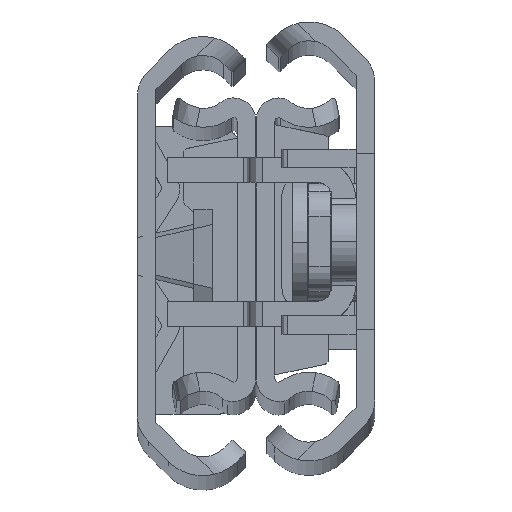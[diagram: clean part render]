
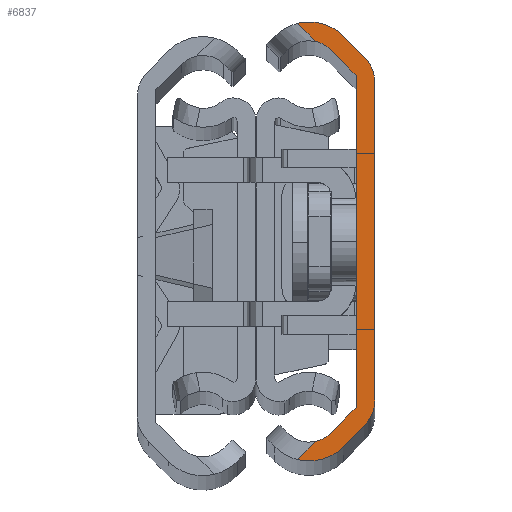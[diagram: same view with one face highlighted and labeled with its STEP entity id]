
A CAD part, top view. The second image highlights one B-rep face of the part: STEP entity #6837.
In plain terms, the highlighted face is planar.
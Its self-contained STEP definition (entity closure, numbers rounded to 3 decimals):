
#10 = VERTEX_POINT ( 'NONE', #10362 ) ;
#313 = CARTESIAN_POINT ( 'NONE',  ( 3.75, 13.67, -660.4 ) ) ;
#387 = CARTESIAN_POINT ( 'NONE',  ( -0.621, -14.786, -660.4 ) ) ;
#427 = CARTESIAN_POINT ( 'NONE',  ( -1.5, 0., -660.4 ) ) ;
#460 = EDGE_CURVE ( 'NONE', #5787, #6136, #8371, .T. ) ;
#499 = EDGE_CURVE ( 'NONE', #12048, #11425, #3958, .T. ) ;
#793 = AXIS2_PLACEMENT_3D ( 'NONE', #12525, #4191, #11554 ) ;
#828 = CIRCLE ( 'NONE', #2552, 3.88 ) ;
#1032 = DIRECTION ( 'NONE',  ( 0., 1., 0. ) ) ;
#1060 = DIRECTION ( 'NONE',  ( 0., 0., 1. ) ) ;
#1136 = CARTESIAN_POINT ( 'NONE',  ( 2.067, -15.353, -660.4 ) ) ;
#1279 = DIRECTION ( 'NONE',  ( 1., 0., 0. ) ) ;
#1316 = VERTEX_POINT ( 'NONE', #2961 ) ;
#1485 = CARTESIAN_POINT ( 'NONE',  ( 1.5, 12.665, -660.4 ) ) ;
#1539 = ORIENTED_EDGE ( 'NONE', *, *, #6577, .T. ) ;
#1547 = PLANE ( 'NONE',  #8994 ) ;
#1699 = VERTEX_POINT ( 'NONE', #12495 ) ;
#1842 = EDGE_CURVE ( 'NONE', #2587, #1699, #8724, .T. ) ;
#2060 = DIRECTION ( 'NONE',  ( -0.707, -0.707, 0. ) ) ;
#2079 = CARTESIAN_POINT ( 'NONE',  ( 3.248, -15.996, -660.4 ) ) ;
#2145 = CARTESIAN_POINT ( 'NONE',  ( 3.75, -13.67, -660.4 ) ) ;
#2221 = DIRECTION ( 'NONE',  ( -0.707, 0.707, 0. ) ) ;
#2228 = CARTESIAN_POINT ( 'NONE',  ( 2.067, 15.353, -660.4 ) ) ;
#2309 = CARTESIAN_POINT ( 'NONE',  ( 5.009, -17.757, -660.4 ) ) ;
#2552 = AXIS2_PLACEMENT_3D ( 'NONE', #2145, #1060, #11285 ) ;
#2587 = VERTEX_POINT ( 'NONE', #2079 ) ;
#2667 = EDGE_CURVE ( 'NONE', #10170, #4092, #3840, .T. ) ;
#2922 = CARTESIAN_POINT ( 'NONE',  ( 1.5, -12.665, -660.4 ) ) ;
#2961 = CARTESIAN_POINT ( 'NONE',  ( 3.248, 15.996, -660.4 ) ) ;
#3117 = CARTESIAN_POINT ( 'NONE',  ( 2.067, 15.353, -660.4 ) ) ;
#3203 = DIRECTION ( 'NONE',  ( 1., 0., 0. ) ) ;
#3233 = VECTOR ( 'NONE', #2060, 1000. ) ;
#3582 = EDGE_CURVE ( 'NONE', #10, #12427, #13206, .T. ) ;
#3704 = VERTEX_POINT ( 'NONE', #7953 ) ;
#3840 = CIRCLE ( 'NONE', #793, 3. ) ;
#3859 = CARTESIAN_POINT ( 'NONE',  ( -1.5, -12.665, -660.4 ) ) ;
#3958 = LINE ( 'NONE', #6209, #6619 ) ;
#4053 = ORIENTED_EDGE ( 'NONE', *, *, #460, .F. ) ;
#4092 = VERTEX_POINT ( 'NONE', #6870 ) ;
#4191 = DIRECTION ( 'NONE',  ( 0., 0., 1. ) ) ;
#4436 = AXIS2_PLACEMENT_3D ( 'NONE', #2922, #9147, #3203 ) ;
#4469 = LINE ( 'NONE', #387, #7691 ) ;
#4479 = ORIENTED_EDGE ( 'NONE', *, *, #5691, .F. ) ;
#5053 = LINE ( 'NONE', #6155, #3233 ) ;
#5063 = EDGE_LOOP ( 'NONE', ( #6149, #13087, #8759, #4479, #4053, #5556, #9023, #10100, #6790, #1539, #10936, #9008, #8529, #11343 ) ) ;
#5487 = VERTEX_POINT ( 'NONE', #3117 ) ;
#5527 = EDGE_CURVE ( 'NONE', #10293, #12048, #7357, .T. ) ;
#5556 = ORIENTED_EDGE ( 'NONE', *, *, #8350, .F. ) ;
#5616 = VECTOR ( 'NONE', #2221, 1000. ) ;
#5691 = EDGE_CURVE ( 'NONE', #6136, #3704, #4469, .T. ) ;
#5771 = DIRECTION ( 'NONE',  ( 0., 0., -1. ) ) ;
#5787 = VERTEX_POINT ( 'NONE', #3859 ) ;
#5791 = CARTESIAN_POINT ( 'NONE',  ( -0.621, 14.786, -660.4 ) ) ;
#6136 = VERTEX_POINT ( 'NONE', #10874 ) ;
#6149 = ORIENTED_EDGE ( 'NONE', *, *, #10058, .F. ) ;
#6155 = CARTESIAN_POINT ( 'NONE',  ( -0.621, 14.786, -660.4 ) ) ;
#6209 = CARTESIAN_POINT ( 'NONE',  ( 0., -13.286, -660.4 ) ) ;
#6390 = DIRECTION ( 'NONE',  ( 0.707, 0.707, 0. ) ) ;
#6577 = EDGE_CURVE ( 'NONE', #10, #1316, #10224, .T. ) ;
#6619 = VECTOR ( 'NONE', #1032, 1000. ) ;
#6662 = AXIS2_PLACEMENT_3D ( 'NONE', #9884, #7713, #8791 ) ;
#6790 = ORIENTED_EDGE ( 'NONE', *, *, #3582, .F. ) ;
#6837 = ADVANCED_FACE ( 'NONE', ( #10890 ), #1547, .F. ) ;
#6870 = CARTESIAN_POINT ( 'NONE',  ( -1.5, 12.665, -660.4 ) ) ;
#7167 = CARTESIAN_POINT ( 'NONE',  ( 2.067, -15.353, -660.4 ) ) ;
#7357 = LINE ( 'NONE', #1136, #5616 ) ;
#7570 = CIRCLE ( 'NONE', #9524, 2.38 ) ;
#7689 = DIRECTION ( 'NONE',  ( 1., 0., 0. ) ) ;
#7691 = VECTOR ( 'NONE', #7827, 1000. ) ;
#7713 = DIRECTION ( 'NONE',  ( 0., 0., -1. ) ) ;
#7827 = DIRECTION ( 'NONE',  ( 0.707, -0.707, 0. ) ) ;
#7930 = CARTESIAN_POINT ( 'NONE',  ( 0., 13.286, -660.4 ) ) ;
#7953 = CARTESIAN_POINT ( 'NONE',  ( 1.006, -16.414, -660.4 ) ) ;
#8350 = EDGE_CURVE ( 'NONE', #4092, #5787, #11885, .T. ) ;
#8371 = CIRCLE ( 'NONE', #4436, 3. ) ;
#8529 = ORIENTED_EDGE ( 'NONE', *, *, #499, .F. ) ;
#8595 = VECTOR ( 'NONE', #13159, 1000. ) ;
#8619 = AXIS2_PLACEMENT_3D ( 'NONE', #313, #12816, #1279 ) ;
#8724 = LINE ( 'NONE', #2309, #9271 ) ;
#8759 = ORIENTED_EDGE ( 'NONE', *, *, #11138, .F. ) ;
#8791 = DIRECTION ( 'NONE',  ( 1., 0., 0. ) ) ;
#8831 = VECTOR ( 'NONE', #6390, 1000. ) ;
#8994 = AXIS2_PLACEMENT_3D ( 'NONE', #1485, #9863, #7689 ) ;
#9008 = ORIENTED_EDGE ( 'NONE', *, *, #9229, .F. ) ;
#9023 = ORIENTED_EDGE ( 'NONE', *, *, #2667, .F. ) ;
#9147 = DIRECTION ( 'NONE',  ( 0., 0., 1. ) ) ;
#9200 = CARTESIAN_POINT ( 'NONE',  ( 4.089, 16.838, -660.4 ) ) ;
#9229 = EDGE_CURVE ( 'NONE', #11425, #5487, #10690, .T. ) ;
#9271 = VECTOR ( 'NONE', #9678, 1000. ) ;
#9524 = AXIS2_PLACEMENT_3D ( 'NONE', #13291, #5771, #13150 ) ;
#9678 = DIRECTION ( 'NONE',  ( 0.707, -0.707, 0. ) ) ;
#9863 = DIRECTION ( 'NONE',  ( 0., 0., 1. ) ) ;
#9884 = CARTESIAN_POINT ( 'NONE',  ( 3.75, -13.67, -660.4 ) ) ;
#10047 = CARTESIAN_POINT ( 'NONE',  ( 0., -13.286, -660.4 ) ) ;
#10058 = EDGE_CURVE ( 'NONE', #2587, #10293, #12562, .T. ) ;
#10100 = ORIENTED_EDGE ( 'NONE', *, *, #11489, .F. ) ;
#10170 = VERTEX_POINT ( 'NONE', #5791 ) ;
#10224 = LINE ( 'NONE', #9200, #8595 ) ;
#10293 = VERTEX_POINT ( 'NONE', #7167 ) ;
#10362 = CARTESIAN_POINT ( 'NONE',  ( 4.687, 17.435, -660.4 ) ) ;
#10589 = EDGE_CURVE ( 'NONE', #5487, #1316, #7570, .T. ) ;
#10690 = LINE ( 'NONE', #2228, #8831 ) ;
#10874 = CARTESIAN_POINT ( 'NONE',  ( -0.621, -14.786, -660.4 ) ) ;
#10890 = FACE_OUTER_BOUND ( 'NONE', #5063, .T. ) ;
#10924 = CARTESIAN_POINT ( 'NONE',  ( 1.006, 16.414, -660.4 ) ) ;
#10936 = ORIENTED_EDGE ( 'NONE', *, *, #10589, .F. ) ;
#11138 = EDGE_CURVE ( 'NONE', #3704, #1699, #828, .T. ) ;
#11205 = VECTOR ( 'NONE', #12856, 1000. ) ;
#11285 = DIRECTION ( 'NONE',  ( 1., 0., 0. ) ) ;
#11343 = ORIENTED_EDGE ( 'NONE', *, *, #5527, .F. ) ;
#11425 = VERTEX_POINT ( 'NONE', #7930 ) ;
#11489 = EDGE_CURVE ( 'NONE', #12427, #10170, #5053, .T. ) ;
#11554 = DIRECTION ( 'NONE',  ( 1., 0., 0. ) ) ;
#11885 = LINE ( 'NONE', #427, #11205 ) ;
#12048 = VERTEX_POINT ( 'NONE', #10047 ) ;
#12427 = VERTEX_POINT ( 'NONE', #10924 ) ;
#12495 = CARTESIAN_POINT ( 'NONE',  ( 4.687, -17.435, -660.4 ) ) ;
#12525 = CARTESIAN_POINT ( 'NONE',  ( 1.5, 12.665, -660.4 ) ) ;
#12562 = CIRCLE ( 'NONE', #6662, 2.38 ) ;
#12816 = DIRECTION ( 'NONE',  ( 0., 0., 1. ) ) ;
#12856 = DIRECTION ( 'NONE',  ( 0., -1., 0. ) ) ;
#13087 = ORIENTED_EDGE ( 'NONE', *, *, #1842, .T. ) ;
#13150 = DIRECTION ( 'NONE',  ( 1., 0., 0. ) ) ;
#13159 = DIRECTION ( 'NONE',  ( -0.707, -0.707, 0. ) ) ;
#13206 = CIRCLE ( 'NONE', #8619, 3.88 ) ;
#13291 = CARTESIAN_POINT ( 'NONE',  ( 3.75, 13.67, -660.4 ) ) ;
